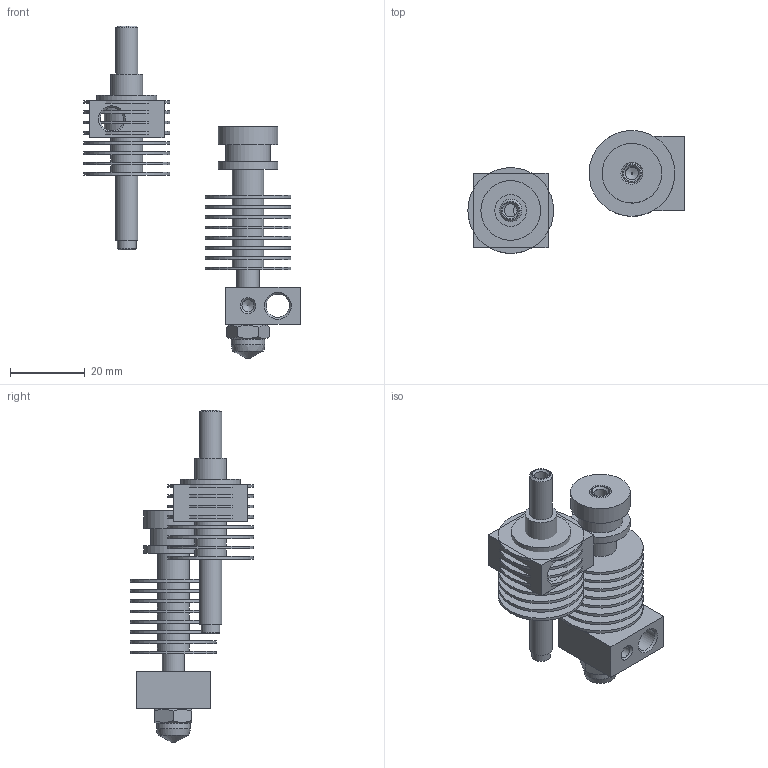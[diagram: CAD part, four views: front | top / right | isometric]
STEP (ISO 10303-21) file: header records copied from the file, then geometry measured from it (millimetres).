
FILE_DESCRIPTION( ( 'JThotend_v1_Gregs' ), '1' );
FILE_NAME( 'JThotend_v1_Gregs.stp', '04/12/2013', ( 'Juan Tendero' ), ( 'Unknown' ), 'PSStep 10.1', 'Unknown', ' ' );
FILE_SCHEMA( ( 'automotive_design' ) );
Length unit declared in the file: millimetre
Products named in the file (6): Assem1; Heater Aluminium M-6; HOTEND 003 Cuerpo; HOTEND 002  M-6 04 Boquilla; HOTEND 006 Disipador; HOTEND 010 Adaptador J-Head
Bounding box: 58 x 32.99 x 89 mm (x, y, z)
Volume: 18943.5 mm3; surface area: 25610.7 mm2
Topology: 10 solids, 10 shells, 182 faces, 368 edges, 242 vertices
Faces by surface type: plane 76, cylinder 66, cone 38, bspline 2
Full cylindrical faces by diameter (mm): 0.4 x2, 3.242 x6, 3.5 x2, 4.917 x10, 5 x2, 6 x2, 6.2 x2, 8.5 x16, 9 x2, 12 x2, 16 x4, 23 x16
Entity records: 2322 total; most frequent: CARTESIAN_POINT 494, DIRECTION 370, ORIENTED_EDGE 222, AXIS2_PLACEMENT_3D 176, EDGE_LOOP 176, FACE_OUTER_BOUND 125, EDGE_CURVE 111, VERTEX_POINT 102
